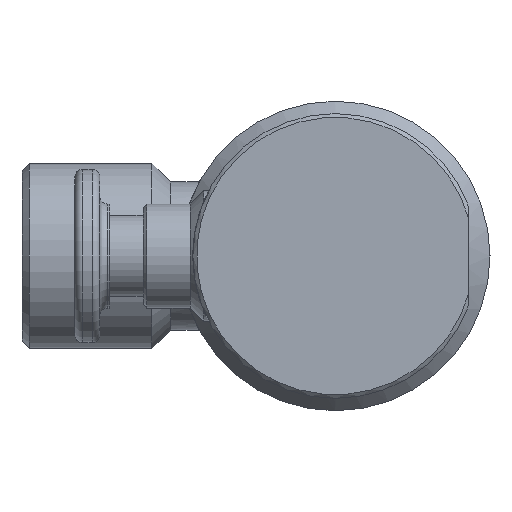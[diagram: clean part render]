
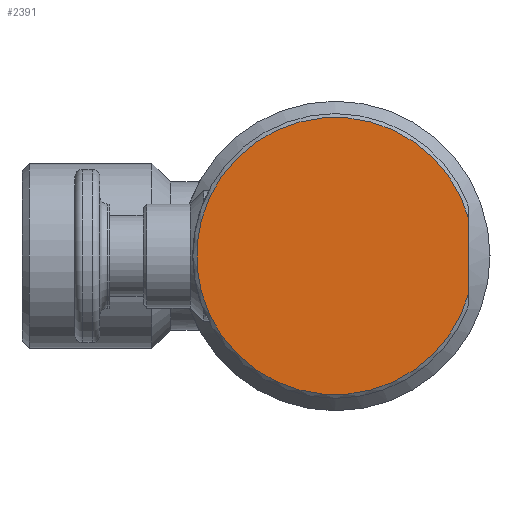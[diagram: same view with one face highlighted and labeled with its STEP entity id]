
A CAD part, left-side view. The second image highlights one B-rep face of the part: STEP entity #2391.
In plain terms, the highlighted planar face has unit normal (-1, 0, 0).
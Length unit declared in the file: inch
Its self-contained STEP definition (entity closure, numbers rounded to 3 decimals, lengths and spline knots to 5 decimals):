
#309=CIRCLE($,#2664,0.56);
#478=FACE_OUTER_BOUND($,#680,.T.);
#680=EDGE_LOOP($,(#2143,#2144));
#821=LINE($,#4470,#958);
#958=VECTOR($,#3324,0.29665);
#1185=VERTEX_POINT($,#4468);
#1186=VERTEX_POINT($,#4469);
#1505=EDGE_CURVE($,#1185,#1186,#821,.T.);
#1513=EDGE_CURVE($,#1185,#1186,#309,.T.);
#2143=ORIENTED_EDGE($,*,*,#1505,.T.);
#2144=ORIENTED_EDGE($,*,*,#1513,.F.);
#2244=PLANE($,#2663);
#2391=ADVANCED_FACE($,(#478),#2244,.T.);
#2663=AXIS2_PLACEMENT_3D($,#4490,#3333,#3334);
#2664=AXIS2_PLACEMENT_3D($,#4491,#3335,#3336);
#3324=DIRECTION($,(0.,0.,1.));
#3333=DIRECTION('center_axis',(-1.,0.,0.));
#3334=DIRECTION('ref_axis',(0.,0.,1.));
#3335=DIRECTION('center_axis',(1.,0.,0.));
#3336=DIRECTION('ref_axis',(0.,1.,0.));
#4468=CARTESIAN_POINT('',(0.,-0.54,-0.14832));
#4469=CARTESIAN_POINT('',(0.,-0.54,0.14832));
#4470=CARTESIAN_POINT($,(0.,-0.54,0.));
#4490=CARTESIAN_POINT('Origin',(0.,0.28,0.));
#4491=CARTESIAN_POINT('Origin',(0.,0.,0.));
